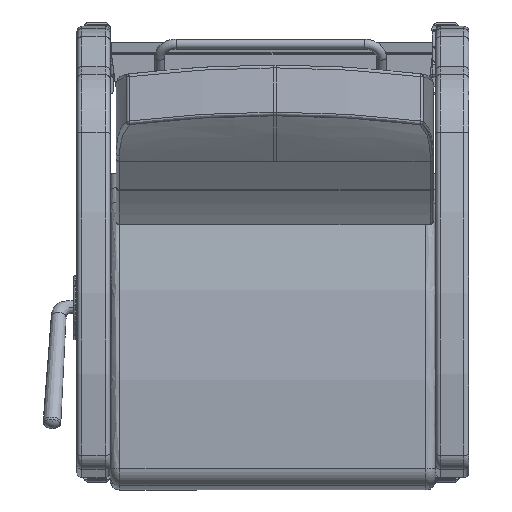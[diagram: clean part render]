
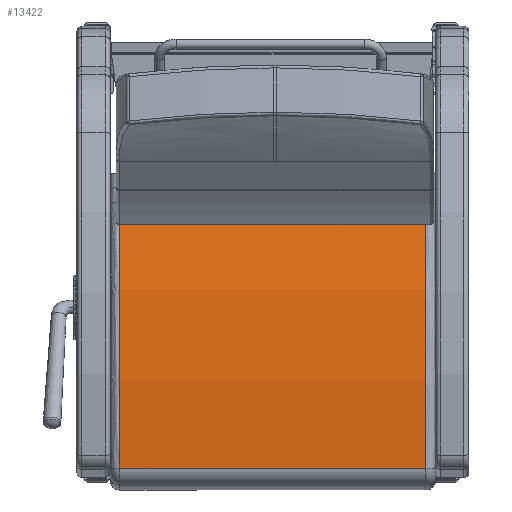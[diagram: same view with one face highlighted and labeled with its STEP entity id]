
A CAD part, front view. The second image highlights one B-rep face of the part: STEP entity #13422.
In plain terms, the highlighted free-form (B-spline) face has degree [1, 2] with [2, 3] control points.
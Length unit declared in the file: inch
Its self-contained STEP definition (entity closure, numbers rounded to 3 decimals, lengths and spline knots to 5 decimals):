
#418=(
BOUNDED_SURFACE()
B_SPLINE_SURFACE(1,2,((#37293,#37294,#37295),(#37296,#37297,#37298)),
 .UNSPECIFIED.,.F.,.F.,.F.)
B_SPLINE_SURFACE_WITH_KNOTS((2,2),(3,3),(-0.19254,0.19254),
(1.36178,1.69928),.UNSPECIFIED.)
GEOMETRIC_REPRESENTATION_ITEM()
RATIONAL_B_SPLINE_SURFACE(((1.,0.986,1.),(1.,0.986,
1.)))
REPRESENTATION_ITEM('')
SURFACE()
);
#848=ELLIPSE('',#15405,60.05357,60.);
#858=ELLIPSE('',#15433,60.05357,60.);
#2146=LINE('',#37291,#2973);
#2147=LINE('',#37300,#2974);
#2973=VECTOR('',#19717,0.3937);
#2974=VECTOR('',#19720,0.3937);
#3830=FACE_OUTER_BOUND('',#4790,.T.);
#4790=EDGE_LOOP('',(#12449,#12450,#12451,#12452));
#6913=VERTEX_POINT('',#37083);
#6914=VERTEX_POINT('',#37084);
#6939=VERTEX_POINT('',#37290);
#6940=VERTEX_POINT('',#37299);
#8744=EDGE_CURVE('',#6913,#6914,#848,.T.);
#8782=EDGE_CURVE('',#6914,#6939,#2146,.T.);
#8784=EDGE_CURVE('',#6913,#6940,#2147,.T.);
#8785=EDGE_CURVE('',#6939,#6940,#858,.T.);
#12449=ORIENTED_EDGE('',*,*,#8744,.F.);
#12450=ORIENTED_EDGE('',*,*,#8784,.T.);
#12451=ORIENTED_EDGE('',*,*,#8785,.F.);
#12452=ORIENTED_EDGE('',*,*,#8782,.F.);
#13422=ADVANCED_FACE('',(#3830),#418,.F.);
#15405=AXIS2_PLACEMENT_3D('',#37085,#19649,#19650);
#15433=AXIS2_PLACEMENT_3D('',#37301,#19721,#19722);
#19649=DIRECTION('center_axis',(0.,0.,-1.));
#19650=DIRECTION('ref_axis',(1.,0.,0.));
#19717=DIRECTION('',(0.,0.,1.));
#19720=DIRECTION('',(0.,0.,1.));
#19721=DIRECTION('center_axis',(0.,0.,1.));
#19722=DIRECTION('ref_axis',(1.,0.,0.));
#37083=CARTESIAN_POINT('',(-10.04459,1.25621,-11.5625));
#37084=CARTESIAN_POINT('',(10.1114,0.44486,-11.5625));
#37085=CARTESIAN_POINT('Origin',(-2.34979,-58.24922,-11.5625));
#37290=CARTESIAN_POINT('',(10.1114,0.44486,11.5625));
#37291=CARTESIAN_POINT('',(10.1114,0.44486,0.));
#37293=CARTESIAN_POINT('Ctrl Pts',(10.1114,0.44486,-11.5625));
#37294=CARTESIAN_POINT('Ctrl Pts',(0.10258,2.56602,-11.5625));
#37295=CARTESIAN_POINT('Ctrl Pts',(-10.04459,1.25621,-11.5625));
#37296=CARTESIAN_POINT('Ctrl Pts',(10.1114,0.44486,11.5625));
#37297=CARTESIAN_POINT('Ctrl Pts',(0.10258,2.56602,11.5625));
#37298=CARTESIAN_POINT('Ctrl Pts',(-10.04459,1.25621,11.5625));
#37299=CARTESIAN_POINT('',(-10.04459,1.25621,11.5625));
#37300=CARTESIAN_POINT('',(-10.04459,1.25621,0.));
#37301=CARTESIAN_POINT('Origin',(-2.34979,-58.24922,11.5625));
